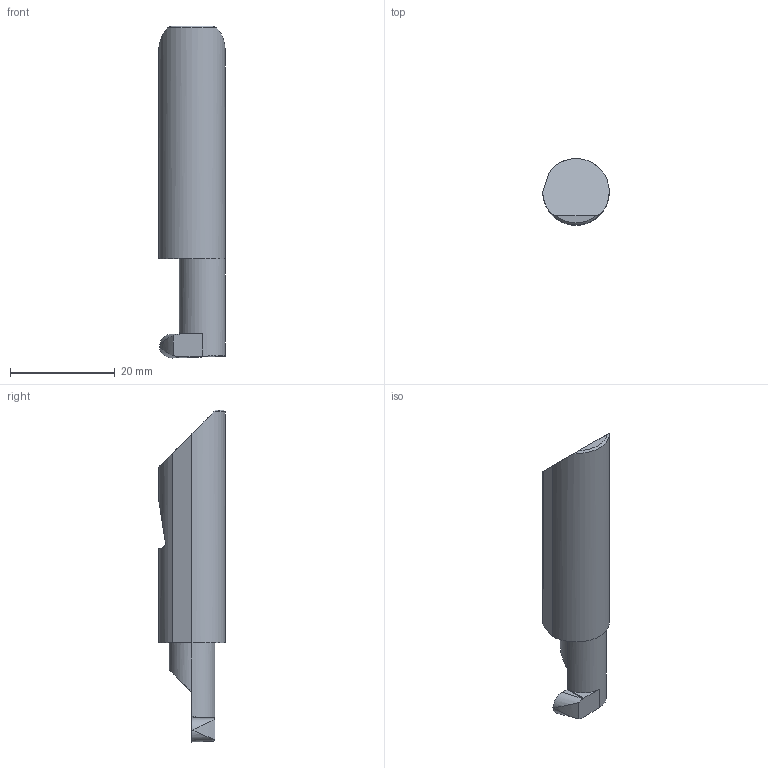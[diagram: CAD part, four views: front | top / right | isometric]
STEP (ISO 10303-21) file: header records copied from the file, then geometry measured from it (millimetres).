
FILE_DESCRIPTION (( 'STEP AP214' ), '1' );
FILE_NAME ('Micro_QFR-187-12X.STEP', '2021-09-08T23:48:43', ( '' ), ( '' ), 'SwSTEP 2.0', 'SolidWorks 2020', '' );
FILE_SCHEMA (( 'AUTOMOTIVE_DESIGN' ));
Length unit declared in the file: inch
Products named in the file (1): Micro_QFR-187-12X
Bounding box: 12.7 x 12.7 x 63.41 mm (x, y, z)
Volume: 5845.4 mm3; surface area: 2375.7 mm2
Topology: 1 solids, 1 shells, 26 faces, 63 edges, 40 vertices
Faces by surface type: plane 14, cylinder 10, cone 1, bspline 1
Entity records: 837 total; most frequent: CARTESIAN_POINT 248, ORIENTED_EDGE 126, DIRECTION 101, EDGE_CURVE 63, VERTEX_POINT 40, AXIS2_PLACEMENT_3D 37, LINE 27, EDGE_LOOP 27
